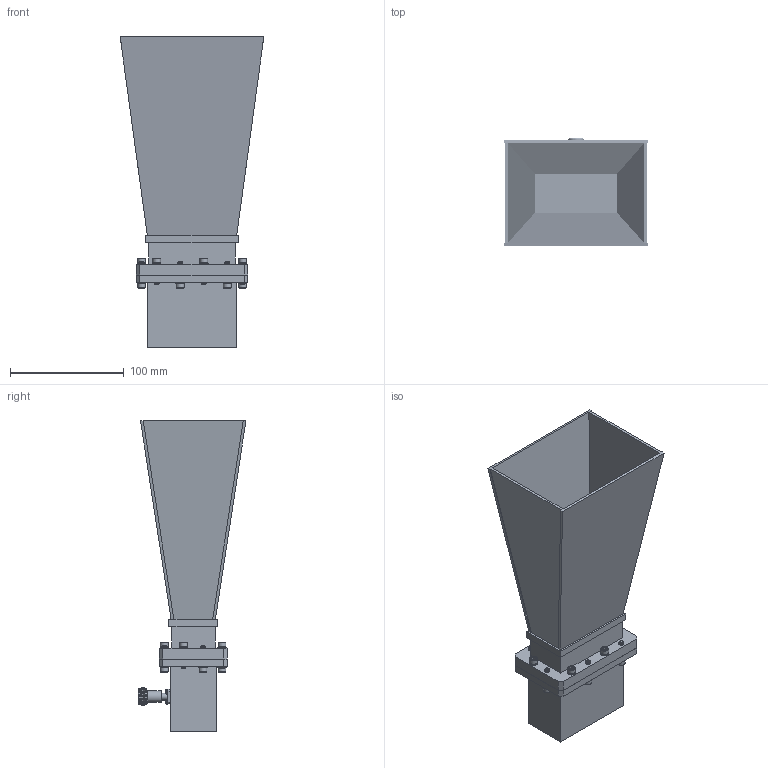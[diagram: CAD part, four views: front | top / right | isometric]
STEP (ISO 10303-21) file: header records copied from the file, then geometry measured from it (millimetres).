
FILE_DESCRIPTION (( 'STEP AP214' ), '1' );
FILE_NAME ('PE9863B-NF-10_3D.STEP', '2021-05-11T19:28:35', ( '' ), ( '' ), 'SwSTEP 2.0', 'SolidWorks 2020', '' );
FILE_SCHEMA (( 'AUTOMOTIVE_DESIGN' ));
Length unit declared in the file: inch
Products named in the file (10): Copy of 112-N-PANEL^Copy of PE9824_CON_PE9824; Copy of PE9824_Body^PE9824; 8-32SH-HXx.75_91251A197; 8-LW; Copy of 06142-con screw^Copy of PE9824_CON_PE9824; Copy of 112-N^Copy of PE9824_CON_PE9824; PE9824; PE9863B-NF-10_3D; Copy of PE9824_CON^PE9824; PE9863B-10
Assembly tree (34 placements, depth 4):
  PE9863B-NF-10_3D
    PE9824
      Copy of PE9824_Body^PE9824
      Copy of PE9824_CON^PE9824
        Copy of 06142-con screw^Copy of PE9824_CON_PE9824  x4
        Copy of 112-N-PANEL^Copy of PE9824_CON_PE9824
        Copy of 112-N^Copy of PE9824_CON_PE9824
    PE9863B-10
    8-32SH-HXx.75_91251A197  x12
    8-LW  x12
Bounding box: 126.14 x 94.64 x 272.8 mm (x, y, z)
Volume: 267333.5 mm3; surface area: 190558.4 mm2
Topology: 32 solids, 32 shells, 581 faces, 1262 edges, 783 vertices
Faces by surface type: plane 306, cone 126, cylinder 121, bspline 28
Full cylindrical faces by diameter (mm): 1.7 x1, 2.7 x4, 3.04 x1, 4 x1, 4.1 x1, 4.166 x6, 4.29 x6, 4.293 x6, 4.3 x4, 4.394 x6, 6 x1, 6.858 x12, 7 x1, 10 x1, 13.5 x2
Entity records: 9546 total; most frequent: CARTESIAN_POINT 3468, DIRECTION 936, ORIENTED_EDGE 752, EDGE_CURVE 376, AXIS2_PLACEMENT_3D 352, EDGE_LOOP 322, VERTEX_POINT 276, LINE 232
